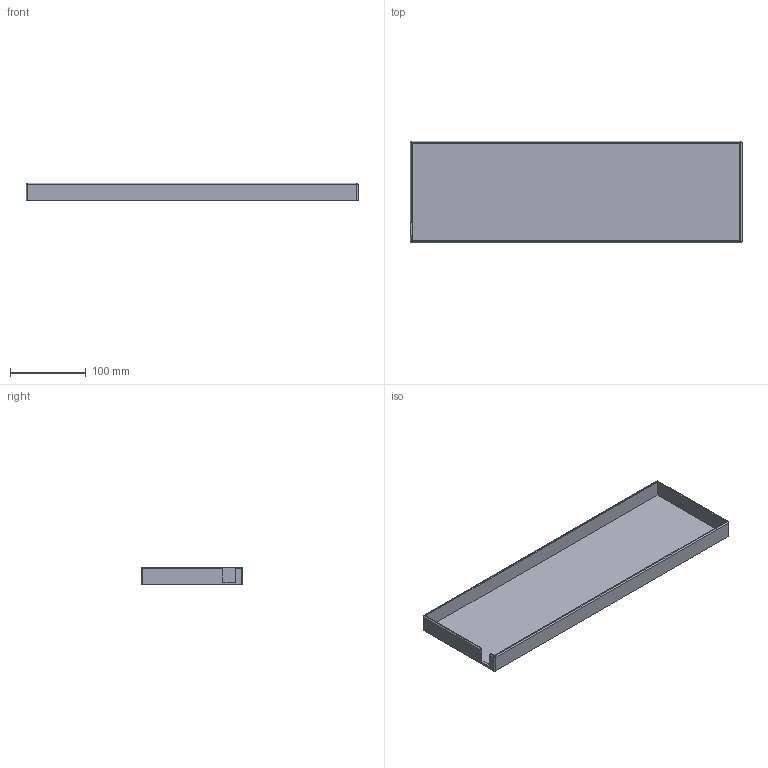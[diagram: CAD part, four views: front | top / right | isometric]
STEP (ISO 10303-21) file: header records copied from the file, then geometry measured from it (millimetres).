
FILE_DESCRIPTION(/* description */ (''),/* implementation_level */ '2;1');
FILE_NAME(/* name */ 'Cat-Pad_BOT.step',/* time_stamp */ '2025-07-31T19:55:54-04:00',/* author */ (''),/* organization */ (''),/* preprocessor_version */ 'ST-DEVELOPER v20.1',/* originating_system */ 'Autodesk Translation Framework v14.10.0.0',/* authorisation */ '');
FILE_SCHEMA (('AUTOMOTIVE_DESIGN { 1 0 10303 214 3 1 1 }'));
Length unit declared in the file: millimetre
Products named in the file (2): 2025-07-30-20-54-16-307; 2025-07-30-21-53-34-026
Assembly tree (1 placements, depth 2):
  2025-07-30-20-54-16-307
    2025-07-30-21-53-34-026
Bounding box: 438.98 x 134.41 x 23 mm (x, y, z)
Volume: 187890.1 mm3; surface area: 166610.2 mm2
Topology: 1 solids, 1 shells, 27 faces, 63 edges, 38 vertices
Faces by surface type: plane 14, cylinder 9, sphere 4
Entity records: 812 total; most frequent: DIRECTION 141, CARTESIAN_POINT 131, ORIENTED_EDGE 126, EDGE_CURVE 63, AXIS2_PLACEMENT_3D 48, LINE 45, VECTOR 45, VERTEX_POINT 38
